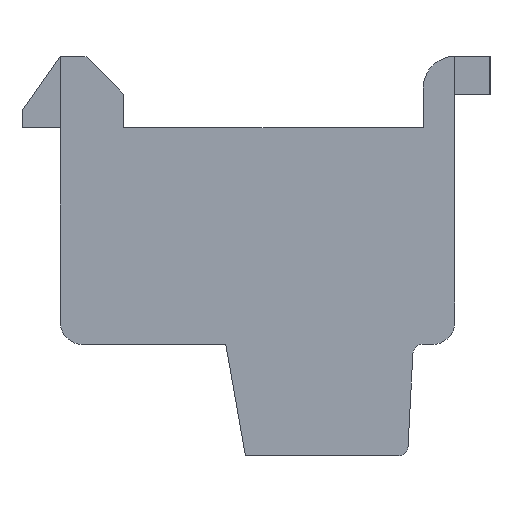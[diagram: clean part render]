
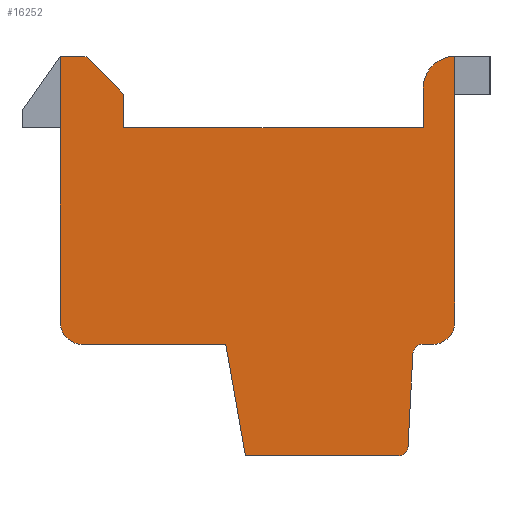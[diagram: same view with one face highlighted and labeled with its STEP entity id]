
A CAD part, left-side view. The second image highlights one B-rep face of the part: STEP entity #16252.
In plain terms, the highlighted planar face has unit normal (-1, 0, 0).
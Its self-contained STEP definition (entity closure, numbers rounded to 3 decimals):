
#1=CARTESIAN_POINT('',(0.,-5.55,-2.075));
#2=DIRECTION('',(1.,0.,0.));
#3=DIRECTION('',(0.,-1.,0.));
#4=AXIS2_PLACEMENT_3D('',#1,#2,#3);
#6=DIRECTION('',(0.,1.,0.));
#7=VECTOR('',#6,0.323);
#8=CARTESIAN_POINT('',(0.,-5.55,-2.775));
#9=LINE('',#8,#7);
#10=CARTESIAN_POINT('',(0.,-5.227,-3.075));
#11=DIRECTION('',(-1.,0.,0.));
#12=DIRECTION('',(0.,0.,1.));
#13=AXIS2_PLACEMENT_3D('',#10,#11,#12);
#15=DIRECTION('',(0.,0.052,-0.999));
#16=VECTOR('',#15,2.904);
#17=CARTESIAN_POINT('',(0.,-4.927,-3.075));
#18=LINE('',#17,#16);
#19=CARTESIAN_POINT('',(0.,-4.475,-5.975));
#20=DIRECTION('',(1.,0.,0.));
#21=DIRECTION('',(0.,-1.,0.));
#22=AXIS2_PLACEMENT_3D('',#19,#20,#21);
#24=DIRECTION('',(0.,1.,0.));
#25=VECTOR('',#24,4.808);
#26=CARTESIAN_POINT('',(0.,-4.475,-6.275));
#27=LINE('',#26,#25);
#28=DIRECTION('',(0.,0.174,0.985));
#29=VECTOR('',#28,3.554);
#30=CARTESIAN_POINT('',(0.,0.333,-6.275));
#31=LINE('',#30,#29);
#32=DIRECTION('',(0.,1.,0.));
#33=VECTOR('',#32,4.5);
#34=CARTESIAN_POINT('',(0.,0.95,-2.775));
#35=LINE('',#34,#33);
#36=CARTESIAN_POINT('',(0.,5.45,-2.075));
#37=DIRECTION('',(1.,0.,0.));
#38=DIRECTION('',(0.,0.,-1.));
#39=AXIS2_PLACEMENT_3D('',#36,#37,#38);
#41=CARTESIAN_POINT('',(0.,6.072,6.125));
#42=DIRECTION('',(1.,0.,0.));
#43=DIRECTION('',(0.,0.521,0.854));
#44=AXIS2_PLACEMENT_3D('',#41,#42,#43);
#46=DIRECTION('',(0.,-1.,0.));
#47=VECTOR('',#46,0.66);
#48=CARTESIAN_POINT('',(0.,6.072,6.275));
#49=LINE('',#48,#47);
#50=CARTESIAN_POINT('',(0.,5.412,6.125));
#51=DIRECTION('',(1.,0.,0.));
#52=DIRECTION('',(0.,0.,1.));
#53=AXIS2_PLACEMENT_3D('',#50,#51,#52);
#55=DIRECTION('',(0.,-0.707,-0.707));
#56=VECTOR('',#55,1.573);
#57=CARTESIAN_POINT('',(0.,5.306,6.231));
#58=LINE('',#57,#56);
#59=CARTESIAN_POINT('',(0.,4.3,5.013));
#60=DIRECTION('',(1.,0.,0.));
#61=DIRECTION('',(0.,-0.707,0.707));
#62=AXIS2_PLACEMENT_3D('',#59,#60,#61);
#64=DIRECTION('',(0.,0.,-1.));
#65=VECTOR('',#64,0.988);
#66=CARTESIAN_POINT('',(0.,4.15,5.013));
#67=LINE('',#66,#65);
#68=DIRECTION('',(0.,-1.,0.));
#69=VECTOR('',#68,9.4);
#70=CARTESIAN_POINT('',(0.,4.15,4.025));
#71=LINE('',#70,#69);
#72=DIRECTION('',(0.,0.,1.));
#73=VECTOR('',#72,1.25);
#74=CARTESIAN_POINT('',(0.,-5.25,4.025));
#75=LINE('',#74,#73);
#76=CARTESIAN_POINT('',(0.,-6.25,5.275));
#77=DIRECTION('',(1.,0.,0.));
#78=DIRECTION('',(0.,1.,0.));
#79=AXIS2_PLACEMENT_3D('',#76,#77,#78);
#401=DIRECTION('',(0.,0.,1.));
#402=VECTOR('',#401,8.35);
#403=CARTESIAN_POINT('',(0.,-6.25,-2.075));
#404=LINE('',#403,#402);
#7465=DIRECTION('',(0.,0.,-1.));
#7466=VECTOR('',#7465,8.328);
#7467=CARTESIAN_POINT('',(0.,6.15,6.253));
#7468=LINE('',#7467,#7466);
#12349=CARTESIAN_POINT('',(0.,6.072,6.275));
#12350=CARTESIAN_POINT('',(0.,5.412,6.275));
#12351=VERTEX_POINT('',#12349);
#12352=VERTEX_POINT('',#12350);
#12353=CARTESIAN_POINT('',(0.,5.306,6.231));
#12354=VERTEX_POINT('',#12353);
#12355=CARTESIAN_POINT('',(0.,4.194,5.119));
#12356=VERTEX_POINT('',#12355);
#12357=CARTESIAN_POINT('',(0.,4.15,5.013));
#12358=VERTEX_POINT('',#12357);
#12359=CARTESIAN_POINT('',(0.,4.15,4.025));
#12360=VERTEX_POINT('',#12359);
#12361=CARTESIAN_POINT('',(0.,-5.25,4.025));
#12362=VERTEX_POINT('',#12361);
#12363=CARTESIAN_POINT('',(0.,-5.25,5.275));
#12364=VERTEX_POINT('',#12363);
#12365=CARTESIAN_POINT('',(0.,-6.25,-2.075));
#12366=CARTESIAN_POINT('',(0.,-5.55,-2.775));
#12367=VERTEX_POINT('',#12365);
#12368=VERTEX_POINT('',#12366);
#12369=CARTESIAN_POINT('',(0.,-5.227,-2.775));
#12370=VERTEX_POINT('',#12369);
#12371=CARTESIAN_POINT('',(0.,-4.927,-3.075));
#12372=VERTEX_POINT('',#12371);
#12373=CARTESIAN_POINT('',(0.,-4.775,-5.975));
#12374=VERTEX_POINT('',#12373);
#12375=CARTESIAN_POINT('',(0.,-4.475,-6.275));
#12376=VERTEX_POINT('',#12375);
#12377=CARTESIAN_POINT('',(0.,0.333,-6.275));
#12378=VERTEX_POINT('',#12377);
#12379=CARTESIAN_POINT('',(0.,0.95,-2.775));
#12380=VERTEX_POINT('',#12379);
#12381=CARTESIAN_POINT('',(0.,5.45,-2.775));
#12382=VERTEX_POINT('',#12381);
#12383=CARTESIAN_POINT('',(0.,6.15,-2.075));
#12384=VERTEX_POINT('',#12383);
#13369=CARTESIAN_POINT('',(0.,6.15,6.253));
#13370=VERTEX_POINT('',#13369);
#13373=CARTESIAN_POINT('',(0.,-6.25,6.275));
#13374=VERTEX_POINT('',#13373);
#16205=CARTESIAN_POINT('',(0.,0.,0.));
#16206=DIRECTION('',(1.,0.,0.));
#16207=DIRECTION('',(0.,-1.,0.));
#16208=AXIS2_PLACEMENT_3D('',#16205,#16206,#16207);
#16209=PLANE('',#16208);
#16211=ORIENTED_EDGE('',*,*,#16210,.F.);
#16213=ORIENTED_EDGE('',*,*,#16212,.T.);
#16215=ORIENTED_EDGE('',*,*,#16214,.T.);
#16217=ORIENTED_EDGE('',*,*,#16216,.T.);
#16219=ORIENTED_EDGE('',*,*,#16218,.T.);
#16221=ORIENTED_EDGE('',*,*,#16220,.T.);
#16223=ORIENTED_EDGE('',*,*,#16222,.T.);
#16225=ORIENTED_EDGE('',*,*,#16224,.T.);
#16227=ORIENTED_EDGE('',*,*,#16226,.T.);
#16229=ORIENTED_EDGE('',*,*,#16228,.T.);
#16231=ORIENTED_EDGE('',*,*,#16230,.F.);
#16233=ORIENTED_EDGE('',*,*,#16232,.T.);
#16235=ORIENTED_EDGE('',*,*,#16234,.T.);
#16237=ORIENTED_EDGE('',*,*,#16236,.T.);
#16239=ORIENTED_EDGE('',*,*,#16238,.T.);
#16241=ORIENTED_EDGE('',*,*,#16240,.T.);
#16243=ORIENTED_EDGE('',*,*,#16242,.T.);
#16245=ORIENTED_EDGE('',*,*,#16244,.T.);
#16247=ORIENTED_EDGE('',*,*,#16246,.T.);
#16249=ORIENTED_EDGE('',*,*,#16248,.T.);
#16250=EDGE_LOOP('',(#16211,#16213,#16215,#16217,#16219,#16221,#16223,#16225,
#16227,#16229,#16231,#16233,#16235,#16237,#16239,#16241,#16243,#16245,#16247,
#16249));
#16251=FACE_OUTER_BOUND('',#16250,.F.);
#16252=ADVANCED_FACE('',(#16251),#16209,.F.);
#5=CIRCLE('',#4,0.7);
#14=CIRCLE('',#13,0.3);
#23=CIRCLE('',#22,0.3);
#40=CIRCLE('',#39,0.7);
#45=CIRCLE('',#44,0.15);
#54=CIRCLE('',#53,0.15);
#63=CIRCLE('',#62,0.15);
#80=CIRCLE('',#79,1.);
#16210=EDGE_CURVE('',#12367,#13374,#404,.T.);
#16212=EDGE_CURVE('',#12367,#12368,#5,.T.);
#16214=EDGE_CURVE('',#12368,#12370,#9,.T.);
#16216=EDGE_CURVE('',#12370,#12372,#14,.T.);
#16218=EDGE_CURVE('',#12372,#12374,#18,.T.);
#16220=EDGE_CURVE('',#12374,#12376,#23,.T.);
#16222=EDGE_CURVE('',#12376,#12378,#27,.T.);
#16224=EDGE_CURVE('',#12378,#12380,#31,.T.);
#16226=EDGE_CURVE('',#12380,#12382,#35,.T.);
#16228=EDGE_CURVE('',#12382,#12384,#40,.T.);
#16230=EDGE_CURVE('',#13370,#12384,#7468,.T.);
#16232=EDGE_CURVE('',#13370,#12351,#45,.T.);
#16234=EDGE_CURVE('',#12351,#12352,#49,.T.);
#16236=EDGE_CURVE('',#12352,#12354,#54,.T.);
#16238=EDGE_CURVE('',#12354,#12356,#58,.T.);
#16240=EDGE_CURVE('',#12356,#12358,#63,.T.);
#16242=EDGE_CURVE('',#12358,#12360,#67,.T.);
#16244=EDGE_CURVE('',#12360,#12362,#71,.T.);
#16246=EDGE_CURVE('',#12362,#12364,#75,.T.);
#16248=EDGE_CURVE('',#12364,#13374,#80,.T.);
